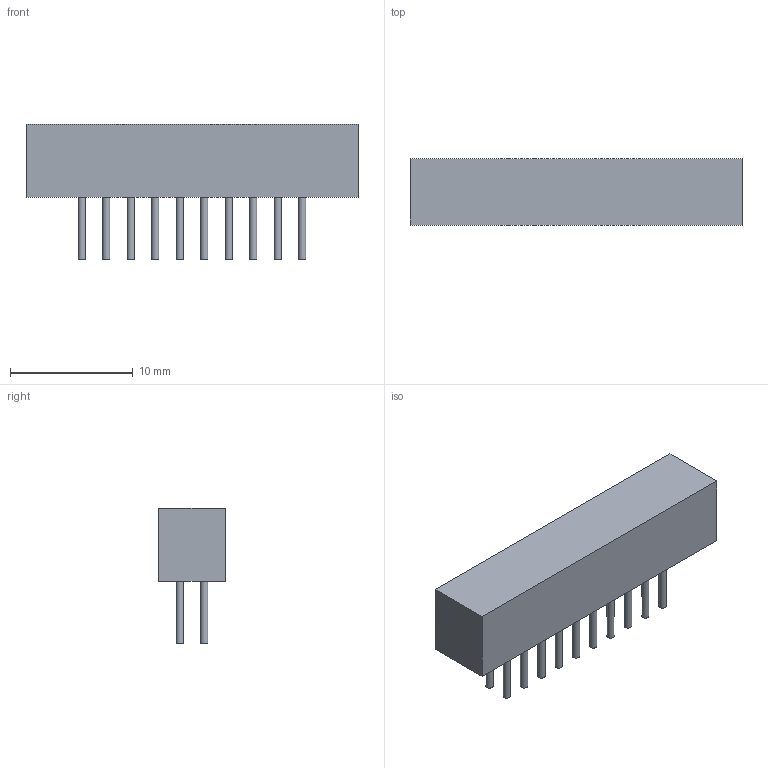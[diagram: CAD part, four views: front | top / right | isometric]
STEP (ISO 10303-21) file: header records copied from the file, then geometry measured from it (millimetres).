
FILE_DESCRIPTION(('FreeCAD Model'),'2;1');
FILE_NAME('20476204.1.2.stp','2025-04-16T10:47:46',( 'Author'),(''),'Open CASCADE STEP processor 6.9','FreeCAD','Unknown' );
FILE_SCHEMA(('AUTOMOTIVE_DESIGN { 1 0 10303 214 1 1 1 1 }'));
Length unit declared in the file: millimetre
Products named in the file (3): ASSEMBLY; Body; Leads
Assembly tree (2 placements, depth 2):
  ASSEMBLY
    Body
    Leads
Bounding box: 27.1 x 5.4 x 11.08 mm (x, y, z)
Volume: 904 mm3; surface area: 885 mm2
Topology: 21 solids, 21 shells, 66 faces, 72 edges, 48 vertices
Faces by surface type: plane 46, cylinder 20
Full cylindrical faces by diameter (mm): 0.6 x20
Entity records: 2391 total; most frequent: DIRECTION 394, CARTESIAN_POINT 333, ORIENTED_EDGE 144, PCURVE 144, DEFINITIONAL_REPRESENTATION 144, LINE 136, VECTOR 136, AXIS2_PLACEMENT_3D 109
